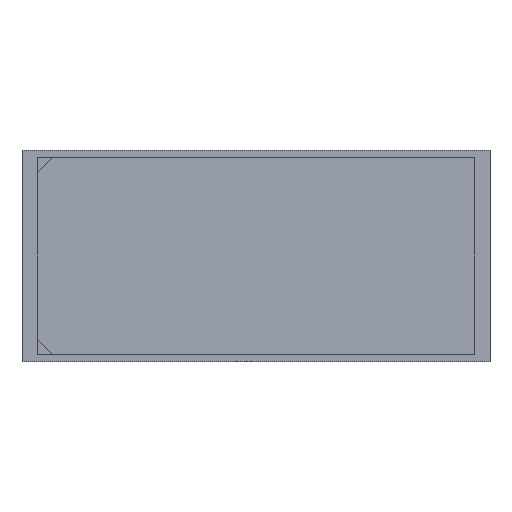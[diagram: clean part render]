
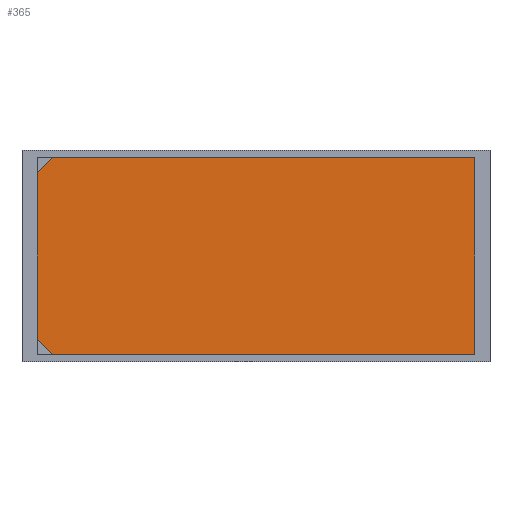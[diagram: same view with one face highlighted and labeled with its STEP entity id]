
A CAD part, front view. The second image highlights one B-rep face of the part: STEP entity #365.
In plain terms, the highlighted planar face has unit normal (0, -1, 0).
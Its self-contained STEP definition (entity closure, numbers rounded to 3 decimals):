
#33=FACE_OUTER_BOUND('',#57,.T.);
#57=EDGE_LOOP('',(#273,#274,#275,#276));
#82=LINE('',#546,#126);
#85=LINE('',#551,#129);
#92=LINE('',#565,#136);
#93=LINE('',#567,#137);
#126=VECTOR('',#439,10.);
#129=VECTOR('',#444,10.);
#136=VECTOR('',#457,10.);
#137=VECTOR('',#460,10.);
#169=VERTEX_POINT('',#543);
#170=VERTEX_POINT('',#545);
#171=VERTEX_POINT('',#549);
#175=VERTEX_POINT('',#563);
#202=EDGE_CURVE('',#169,#170,#82,.T.);
#205=EDGE_CURVE('',#171,#169,#85,.T.);
#212=EDGE_CURVE('',#175,#171,#92,.T.);
#213=EDGE_CURVE('',#170,#175,#93,.T.);
#273=ORIENTED_EDGE('',*,*,#205,.F.);
#274=ORIENTED_EDGE('',*,*,#212,.F.);
#275=ORIENTED_EDGE('',*,*,#213,.F.);
#276=ORIENTED_EDGE('',*,*,#202,.F.);
#344=PLANE('',#404);
#365=ADVANCED_FACE('',(#33),#344,.F.);
#404=AXIS2_PLACEMENT_3D('',#568,#461,#462);
#439=DIRECTION('',(-1.,0.,0.));
#444=DIRECTION('',(0.,0.,-1.));
#457=DIRECTION('',(1.,0.,0.));
#460=DIRECTION('',(0.,0.,1.));
#461=DIRECTION('center_axis',(0.,1.,0.));
#462=DIRECTION('ref_axis',(0.,0.,1.));
#543=CARTESIAN_POINT('',(29.,6.,-13.));
#545=CARTESIAN_POINT('',(-29.,6.,-13.));
#546=CARTESIAN_POINT('',(-29.,6.,-13.));
#549=CARTESIAN_POINT('',(29.,6.,13.));
#551=CARTESIAN_POINT('',(29.,6.,-13.));
#563=CARTESIAN_POINT('',(-29.,6.,13.));
#565=CARTESIAN_POINT('',(29.,6.,13.));
#567=CARTESIAN_POINT('',(-29.,6.,13.));
#568=CARTESIAN_POINT('Origin',(0.,6.,0.));
